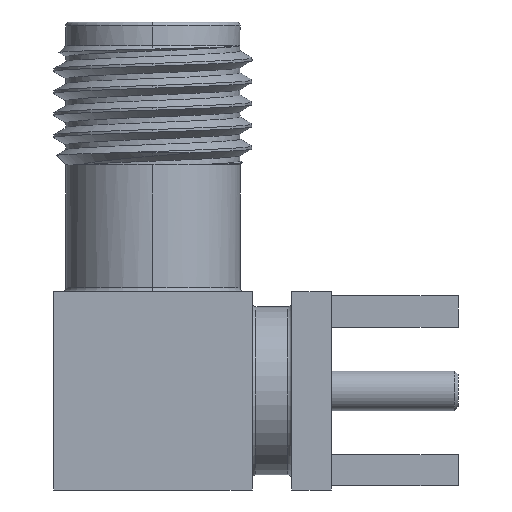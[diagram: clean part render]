
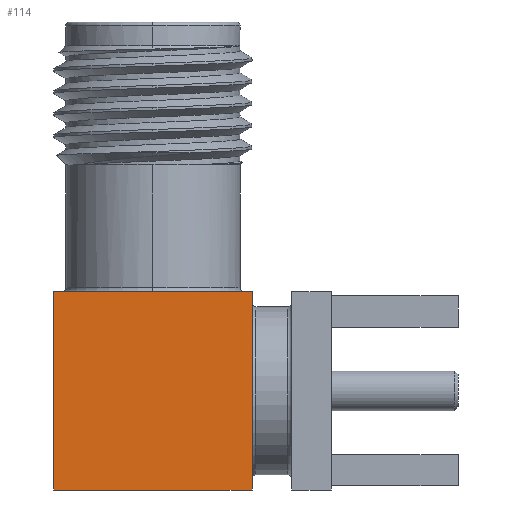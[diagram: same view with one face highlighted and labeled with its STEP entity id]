
A CAD part, left-side view. The second image highlights one B-rep face of the part: STEP entity #114.
In plain terms, the highlighted planar face has unit normal (-1, 0, 0).
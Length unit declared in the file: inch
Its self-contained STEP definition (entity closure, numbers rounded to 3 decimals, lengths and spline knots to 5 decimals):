
#74 = LINE ( 'NONE', #2740, #1040 ) ;
#114 = ADVANCED_FACE ( 'NONE', ( #3177 ), #334, .T. ) ;
#135 = CARTESIAN_POINT ( 'NONE',  ( -0.125, 0.125, 0.125 ) ) ;
#226 = LINE ( 'NONE', #545, #2869 ) ;
#248 = VECTOR ( 'NONE', #1018, 39.37008 ) ;
#334 = PLANE ( 'NONE',  #1066 ) ;
#459 = CARTESIAN_POINT ( 'NONE',  ( -0.125, 0.125, -0.125 ) ) ;
#545 = CARTESIAN_POINT ( 'NONE',  ( -0.125, -0.175, 0.125 ) ) ;
#701 = CARTESIAN_POINT ( 'NONE',  ( -0.125, -0.125, -0.125 ) ) ;
#727 = CARTESIAN_POINT ( 'NONE',  ( -0.125, 0.125, -0.125 ) ) ;
#789 = ORIENTED_EDGE ( 'NONE', *, *, #2136, .T. ) ;
#825 = VERTEX_POINT ( 'NONE', #727 ) ;
#989 = ORIENTED_EDGE ( 'NONE', *, *, #1111, .T. ) ;
#1018 = DIRECTION ( 'NONE',  ( 0., 0., 1. ) ) ;
#1040 = VECTOR ( 'NONE', #3035, 39.37008 ) ;
#1066 = AXIS2_PLACEMENT_3D ( 'NONE', #1983, #3376, #3043 ) ;
#1111 = EDGE_CURVE ( 'NONE', #2384, #3424, #226, .T. ) ;
#1740 = EDGE_CURVE ( 'NONE', #2245, #825, #74, .T. ) ;
#1983 = CARTESIAN_POINT ( 'NONE',  ( -0.125, -0.175, -0.125 ) ) ;
#2018 = CARTESIAN_POINT ( 'NONE',  ( -0.125, -0.125, -0.125 ) ) ;
#2134 = LINE ( 'NONE', #2018, #2341 ) ;
#2136 = EDGE_CURVE ( 'NONE', #2245, #2384, #2134, .T. ) ;
#2205 = DIRECTION ( 'NONE',  ( 0., 1., 0. ) ) ;
#2228 = EDGE_CURVE ( 'NONE', #825, #3424, #2374, .T. ) ;
#2245 = VERTEX_POINT ( 'NONE', #701 ) ;
#2341 = VECTOR ( 'NONE', #2591, 39.37008 ) ;
#2374 = LINE ( 'NONE', #459, #248 ) ;
#2384 = VERTEX_POINT ( 'NONE', #2961 ) ;
#2557 = ORIENTED_EDGE ( 'NONE', *, *, #2228, .F. ) ;
#2591 = DIRECTION ( 'NONE',  ( 0., 0., 1. ) ) ;
#2740 = CARTESIAN_POINT ( 'NONE',  ( -0.125, -0.175, -0.125 ) ) ;
#2869 = VECTOR ( 'NONE', #2205, 39.37008 ) ;
#2898 = EDGE_LOOP ( 'NONE', ( #3001, #789, #989, #2557 ) ) ;
#2961 = CARTESIAN_POINT ( 'NONE',  ( -0.125, -0.125, 0.125 ) ) ;
#3001 = ORIENTED_EDGE ( 'NONE', *, *, #1740, .F. ) ;
#3035 = DIRECTION ( 'NONE',  ( 0., 1., 0. ) ) ;
#3043 = DIRECTION ( 'NONE',  ( 0., 0., 1. ) ) ;
#3177 = FACE_OUTER_BOUND ( 'NONE', #2898, .T. ) ;
#3376 = DIRECTION ( 'NONE',  ( -1., 0., 0. ) ) ;
#3424 = VERTEX_POINT ( 'NONE', #135 ) ;
